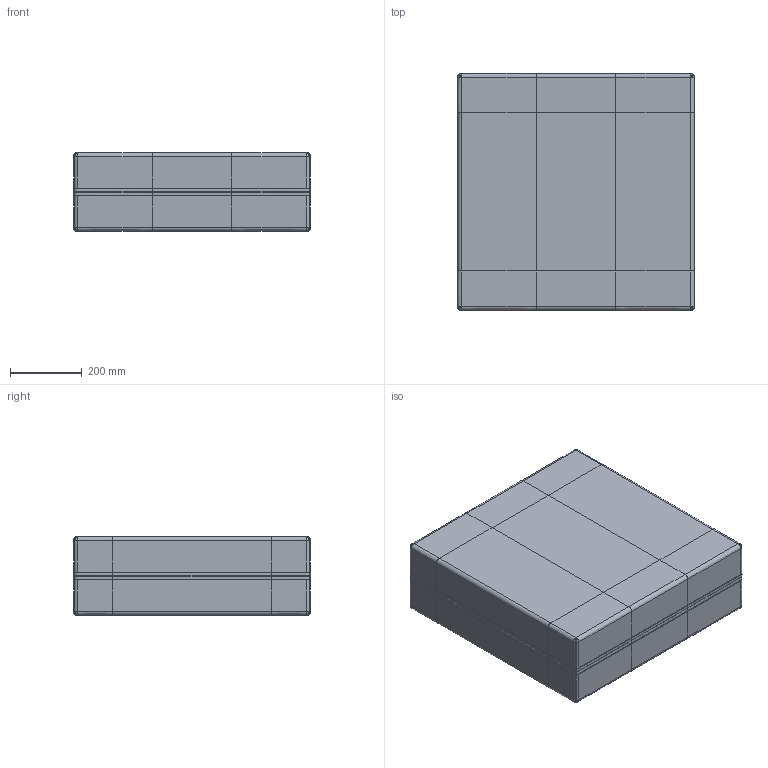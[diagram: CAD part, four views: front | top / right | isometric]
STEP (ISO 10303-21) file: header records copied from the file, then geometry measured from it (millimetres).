
FILE_DESCRIPTION(/* description */ (''),/* implementation_level */ '2;1');
FILE_NAME(/* name */ 'Cuscini 22x66x66',/* time_stamp */ '2024-03-19T10:59:06+01:00',/* author */ (''),/* organization */ (''),/* preprocessor_version */ 'ST-DEVELOPER v18.1',/* originating_system */ '',/* authorisation */ '');
FILE_SCHEMA (('AUTOMOTIVE_DESIGN { 1 0 10303 214 3 1 1 }'));
Bounding box: 660.66 x 660.66 x 219.51 mm (x, y, z)
Surface area: 1428682.1 mm2 (no closed solid volume)
Topology: 0 solids, 2338 shells, 2338 faces, 2792 edges, 2784 vertices
Faces by surface type: bspline 2338
Entity records: 833876 total; most frequent: CARTESIAN_POINT 806308, B_SPLINE_CURVE_WITH_KNOTS 2784, VERTEX_POINT 2784, EDGE_CURVE 2784, ORIENTED_EDGE 2784, STYLED_ITEM 2338, FACE_OUTER_BOUND 2338, EDGE_LOOP 2338
